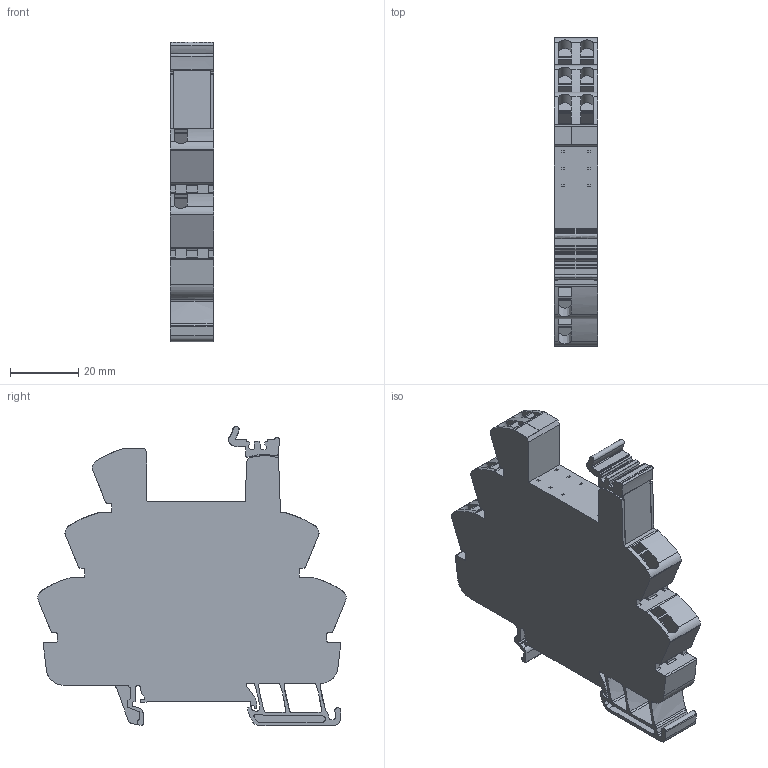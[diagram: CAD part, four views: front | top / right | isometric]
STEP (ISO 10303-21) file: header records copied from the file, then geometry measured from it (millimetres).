
FILE_DESCRIPTION(('CATIA V5 STEP Exchange','CAx-IF Rec.Pracs.--- Model Styling and Organization---1.5--- 2016-08-15','CAx-IF Rec.Pracs.---Supplemental Geometry---1.0---2011-11-01','CAx-IF Rec.Pracs.--- Composite Materials ---1.1---2010-07-15'),'2;1');
FILE_NAME ('6296153_7', '2025-09-23T06:48:20+00:00', ('none'), ('Weidmueller'), 'CATIA Version 5-6 Release 2024 SP4', 'CATIA V5 STEP AP214 v3', 'none');
FILE_SCHEMA(('AUTOMOTIVE_DESIGN { 1 0 10303 214 1 1 1 1 }'));
Length unit declared in the file: millimetre
Products named in the file (1): 1127750000
Bounding box: 12.8 x 90.51 x 87.83 mm (x, y, z)
Volume: 59333.5 mm3; surface area: 20681 mm2
Topology: 3 solids, 3 shells, 725 faces, 2259 edges, 1556 vertices
Faces by surface type: plane 403, cylinder 173, extrusion 149
Entity records: 27334 total; most frequent: CARTESIAN_POINT 8486, ORIENTED_EDGE 4518, DIRECTION 2847, EDGE_CURVE 2259, VECTOR 1691, VERTEX_POINT 1556, LINE 1542, EDGE_LOOP 745
